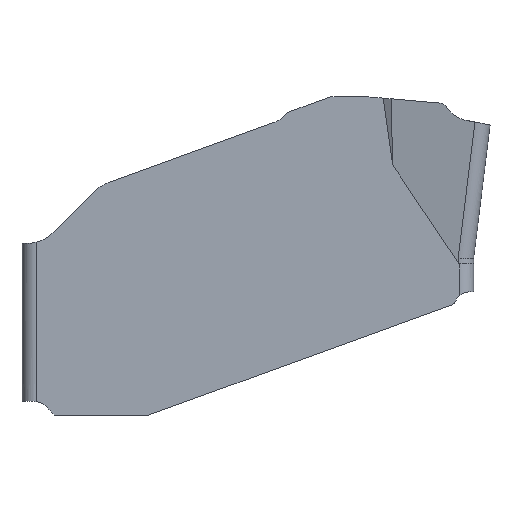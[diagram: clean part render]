
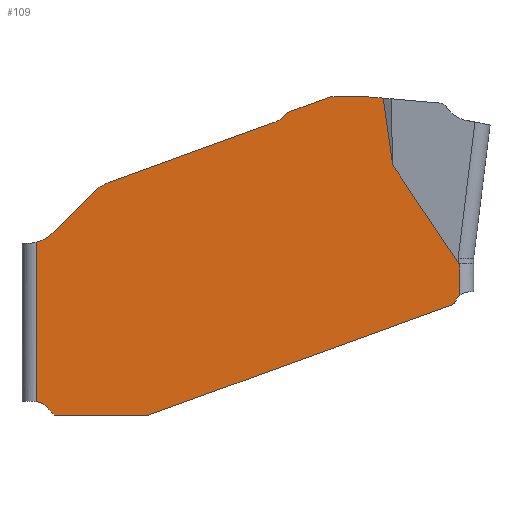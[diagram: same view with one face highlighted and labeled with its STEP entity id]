
A CAD part, left-side view. The second image highlights one B-rep face of the part: STEP entity #109.
In plain terms, the highlighted planar face has unit normal (-1, 0, 0).
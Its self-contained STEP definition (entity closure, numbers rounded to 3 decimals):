
#41=ELLIPSE('',#936,4.277,0.3);
#42=ELLIPSE('',#942,1.32,1.);
#90=CIRCLE('',#932,0.5);
#91=CIRCLE('',#933,0.75);
#92=CIRCLE('',#934,0.1);
#93=CIRCLE('',#935,0.3);
#94=CIRCLE('',#937,1.);
#95=CIRCLE('',#938,0.21);
#96=CIRCLE('',#939,0.2);
#97=CIRCLE('',#940,0.472);
#98=CIRCLE('',#941,1.);
#99=CIRCLE('',#943,0.8);
#109=ADVANCED_FACE('',(#175),#149,.F.);
#149=PLANE('',#944);
#175=FACE_OUTER_BOUND('',#219,.T.);
#219=EDGE_LOOP('',(#321,#322,#323,#324,#325,#326,#327,#328,#329,#330,#331,
#332,#333,#334,#335,#336,#337,#338,#339,#340,#341,#342,#343,#344,#345));
#321=ORIENTED_EDGE('',*,*,#643,.F.);
#322=ORIENTED_EDGE('',*,*,#644,.F.);
#323=ORIENTED_EDGE('',*,*,#608,.T.);
#324=ORIENTED_EDGE('',*,*,#645,.F.);
#325=ORIENTED_EDGE('',*,*,#646,.F.);
#326=ORIENTED_EDGE('',*,*,#647,.F.);
#327=ORIENTED_EDGE('',*,*,#648,.F.);
#328=ORIENTED_EDGE('',*,*,#614,.T.);
#329=ORIENTED_EDGE('',*,*,#649,.T.);
#330=ORIENTED_EDGE('',*,*,#650,.T.);
#331=ORIENTED_EDGE('',*,*,#651,.T.);
#332=ORIENTED_EDGE('',*,*,#589,.T.);
#333=ORIENTED_EDGE('',*,*,#652,.T.);
#334=ORIENTED_EDGE('',*,*,#653,.T.);
#335=ORIENTED_EDGE('',*,*,#654,.T.);
#336=ORIENTED_EDGE('',*,*,#655,.T.);
#337=ORIENTED_EDGE('',*,*,#656,.T.);
#338=ORIENTED_EDGE('',*,*,#657,.T.);
#339=ORIENTED_EDGE('',*,*,#658,.T.);
#340=ORIENTED_EDGE('',*,*,#659,.T.);
#341=ORIENTED_EDGE('',*,*,#660,.T.);
#342=ORIENTED_EDGE('',*,*,#661,.T.);
#343=ORIENTED_EDGE('',*,*,#662,.T.);
#344=ORIENTED_EDGE('',*,*,#663,.T.);
#345=ORIENTED_EDGE('',*,*,#596,.T.);
#502=VERTEX_POINT('',#1322);
#507=VERTEX_POINT('',#1331);
#513=VERTEX_POINT('',#1349);
#514=VERTEX_POINT('',#1351);
#523=VERTEX_POINT('',#1380);
#525=VERTEX_POINT('',#1384);
#530=VERTEX_POINT('',#1410);
#531=VERTEX_POINT('',#1411);
#553=VERTEX_POINT('',#1486);
#554=VERTEX_POINT('',#1489);
#555=VERTEX_POINT('',#1491);
#556=VERTEX_POINT('',#1493);
#557=VERTEX_POINT('',#1496);
#558=VERTEX_POINT('',#1498);
#559=VERTEX_POINT('',#1501);
#560=VERTEX_POINT('',#1503);
#561=VERTEX_POINT('',#1505);
#562=VERTEX_POINT('',#1507);
#563=VERTEX_POINT('',#1509);
#564=VERTEX_POINT('',#1511);
#565=VERTEX_POINT('',#1513);
#566=VERTEX_POINT('',#1515);
#567=VERTEX_POINT('',#1520);
#568=VERTEX_POINT('',#1522);
#569=VERTEX_POINT('',#1524);
#589=EDGE_CURVE('',#502,#507,#713,.T.);
#596=EDGE_CURVE('',#514,#513,#718,.T.);
#608=EDGE_CURVE('',#523,#525,#728,.T.);
#614=EDGE_CURVE('',#530,#531,#730,.T.);
#643=EDGE_CURVE('',#553,#513,#90,.T.);
#644=EDGE_CURVE('',#523,#553,#91,.T.);
#645=EDGE_CURVE('',#554,#525,#740,.T.);
#646=EDGE_CURVE('',#555,#554,#92,.T.);
#647=EDGE_CURVE('',#556,#555,#741,.T.);
#648=EDGE_CURVE('',#530,#556,#93,.T.);
#649=EDGE_CURVE('',#531,#557,#41,.T.);
#650=EDGE_CURVE('',#557,#558,#742,.T.);
#651=EDGE_CURVE('',#558,#502,#743,.T.);
#652=EDGE_CURVE('',#507,#559,#94,.T.);
#653=EDGE_CURVE('',#559,#560,#744,.T.);
#654=EDGE_CURVE('',#560,#561,#95,.T.);
#655=EDGE_CURVE('',#561,#562,#745,.T.);
#656=EDGE_CURVE('',#562,#563,#96,.T.);
#657=EDGE_CURVE('',#563,#564,#97,.T.);
#658=EDGE_CURVE('',#564,#565,#746,.T.);
#659=EDGE_CURVE('',#565,#566,#98,.T.);
#660=EDGE_CURVE('',#566,#567,#867,.T.);
#661=EDGE_CURVE('',#567,#568,#42,.T.);
#662=EDGE_CURVE('',#568,#569,#747,.T.);
#663=EDGE_CURVE('',#569,#514,#99,.T.);
#713=LINE('',#1332,#787);
#718=LINE('',#1350,#792);
#728=LINE('',#1385,#802);
#730=LINE('',#1409,#804);
#740=LINE('',#1488,#814);
#741=LINE('',#1492,#815);
#742=LINE('',#1497,#816);
#743=LINE('',#1499,#817);
#744=LINE('',#1502,#818);
#745=LINE('',#1506,#819);
#746=LINE('',#1512,#820);
#747=LINE('',#1523,#821);
#787=VECTOR('',#1001,1.);
#792=VECTOR('',#1012,1.);
#802=VECTOR('',#1028,1.);
#804=VECTOR('',#1038,1.);
#814=VECTOR('',#1090,1.);
#815=VECTOR('',#1093,1.);
#816=VECTOR('',#1098,1.);
#817=VECTOR('',#1099,1.);
#818=VECTOR('',#1102,1.);
#819=VECTOR('',#1105,1.);
#820=VECTOR('',#1110,1.);
#821=VECTOR('',#1115,1.);
#867=B_SPLINE_CURVE_WITH_KNOTS('',3,(#1516,#1517,#1518,#1519),
 .UNSPECIFIED.,.F.,.F.,(4,4),(0.,1.),.UNSPECIFIED.);
#932=AXIS2_PLACEMENT_3D('',#1485,#1086,#1087);
#933=AXIS2_PLACEMENT_3D('',#1487,#1088,#1089);
#934=AXIS2_PLACEMENT_3D('',#1490,#1091,#1092);
#935=AXIS2_PLACEMENT_3D('',#1494,#1094,#1095);
#936=AXIS2_PLACEMENT_3D('',#1495,#1096,#1097);
#937=AXIS2_PLACEMENT_3D('',#1500,#1100,#1101);
#938=AXIS2_PLACEMENT_3D('',#1504,#1103,#1104);
#939=AXIS2_PLACEMENT_3D('',#1508,#1106,#1107);
#940=AXIS2_PLACEMENT_3D('',#1510,#1108,#1109);
#941=AXIS2_PLACEMENT_3D('',#1514,#1111,#1112);
#942=AXIS2_PLACEMENT_3D('',#1521,#1113,#1114);
#943=AXIS2_PLACEMENT_3D('',#1525,#1116,#1117);
#944=AXIS2_PLACEMENT_3D('',#1526,#1118,#1119);
#1001=DIRECTION('',(0.,0.996,0.087));
#1012=DIRECTION('',(0.,0.,-1.));
#1028=DIRECTION('',(0.,-1.,0.));
#1038=DIRECTION('',(0.,0.,1.));
#1086=DIRECTION('',(-1.,0.,0.));
#1087=DIRECTION('',(0.,0.,-1.));
#1088=DIRECTION('',(1.,0.,0.));
#1089=DIRECTION('',(0.,0.,-1.));
#1090=DIRECTION('',(0.,0.94,-0.342));
#1091=DIRECTION('',(1.,0.,0.));
#1092=DIRECTION('',(0.,0.,-1.));
#1093=DIRECTION('',(0.,0.5,-0.866));
#1094=DIRECTION('',(-1.,0.,0.));
#1095=DIRECTION('',(0.,0.,-1.));
#1096=DIRECTION('',(1.,0.,0.));
#1097=DIRECTION('',(0.,0.,1.));
#1098=DIRECTION('',(0.,0.556,0.831));
#1099=DIRECTION('',(0.,0.139,0.99));
#1100=DIRECTION('',(-1.,0.,0.));
#1101=DIRECTION('',(0.,0.,-1.));
#1102=DIRECTION('',(0.,1.,0.));
#1103=DIRECTION('',(-1.,0.,0.));
#1104=DIRECTION('',(0.,0.,-1.));
#1105=DIRECTION('',(0.,0.94,-0.342));
#1106=DIRECTION('',(-1.,0.,0.));
#1107=DIRECTION('',(0.,0.,-1.));
#1108=DIRECTION('',(1.,0.,0.));
#1109=DIRECTION('',(0.,0.,-1.));
#1110=DIRECTION('',(0.,0.94,-0.342));
#1111=DIRECTION('',(-1.,0.,0.));
#1112=DIRECTION('',(0.,0.,-1.));
#1113=DIRECTION('',(-1.,0.,0.));
#1114=DIRECTION('',(0.,0.707,-0.707));
#1115=DIRECTION('',(0.,0.707,-0.707));
#1116=DIRECTION('',(1.,0.,0.));
#1117=DIRECTION('',(0.,0.,-1.));
#1118=DIRECTION('',(1.,0.,0.));
#1119=DIRECTION('',(0.,0.,-1.));
#1322=CARTESIAN_POINT('',(-1.,-2.719,0.574));
#1331=CARTESIAN_POINT('',(-1.,-2.471,0.596));
#1332=CARTESIAN_POINT('',(-1.,-0.071,0.806));
#1349=CARTESIAN_POINT('',(-1.,4.7,-5.91));
#1350=CARTESIAN_POINT('',(-1.,4.7,-7.9));
#1351=CARTESIAN_POINT('',(-1.,4.7,-2.505));
#1380=CARTESIAN_POINT('',(-1.,4.312,-6.198));
#1384=CARTESIAN_POINT('',(-1.,2.288,-6.198));
#1385=CARTESIAN_POINT('',(-1.,0.,-6.198));
#1409=CARTESIAN_POINT('',(-1.,-4.35,-3.44));
#1410=CARTESIAN_POINT('',(-1.,-4.35,-3.642));
#1411=CARTESIAN_POINT('',(-1.,-4.35,-2.968));
#1485=CARTESIAN_POINT('',(-1.,4.8,-6.4));
#1486=CARTESIAN_POINT('',(-1.,4.4,-6.1));
#1487=CARTESIAN_POINT('',(-1.,3.8,-5.65));
#1488=CARTESIAN_POINT('',(-1.,-1.724,-4.737));
#1489=CARTESIAN_POINT('',(-1.,-4.192,-3.839));
#1490=CARTESIAN_POINT('',(-1.,-4.158,-3.745));
#1491=CARTESIAN_POINT('',(-1.,-4.245,-3.795));
#1492=CARTESIAN_POINT('',(-1.,-4.827,-2.787));
#1493=CARTESIAN_POINT('',(-1.,-4.29,-3.716));
#1494=CARTESIAN_POINT('',(-1.,-4.55,-3.866));
#1495=CARTESIAN_POINT('',(-1.,-4.35,1.309));
#1496=CARTESIAN_POINT('',(-1.,-4.319,-2.945));
#1497=CARTESIAN_POINT('',(-1.,-4.126,-2.657));
#1498=CARTESIAN_POINT('',(-1.,-2.919,-0.852));
#1499=CARTESIAN_POINT('',(-1.,-3.116,-2.262));
#1500=CARTESIAN_POINT('',(-1.,-2.383,-0.4));
#1501=CARTESIAN_POINT('',(-1.,-2.383,0.6));
#1502=CARTESIAN_POINT('',(-1.,0.,0.6));
#1503=CARTESIAN_POINT('',(-1.,-1.624,0.6));
#1504=CARTESIAN_POINT('',(-1.,-1.624,0.39));
#1505=CARTESIAN_POINT('',(-1.,-1.552,0.587));
#1506=CARTESIAN_POINT('',(-1.,0.007,0.02));
#1507=CARTESIAN_POINT('',(-1.,-0.699,0.277));
#1508=CARTESIAN_POINT('',(-1.,-0.767,0.089));
#1509=CARTESIAN_POINT('',(-1.,-0.61,0.213));
#1510=CARTESIAN_POINT('',(-1.,-0.24,0.506));
#1511=CARTESIAN_POINT('',(-1.,-0.401,0.062));
#1512=CARTESIAN_POINT('',(-1.,-0.027,-0.074));
#1513=CARTESIAN_POINT('',(-1.,3.129,-1.223));
#1514=CARTESIAN_POINT('',(-1.,2.787,-2.162));
#1515=CARTESIAN_POINT('',(-1.,3.302,-1.305));
#1516=CARTESIAN_POINT('',(-1.,3.302,-1.305));
#1517=CARTESIAN_POINT('',(-1.,3.32,-1.316));
#1518=CARTESIAN_POINT('',(-1.,3.339,-1.329));
#1519=CARTESIAN_POINT('',(-1.,3.356,-1.342));
#1520=CARTESIAN_POINT('',(-1.,3.356,-1.342));
#1521=CARTESIAN_POINT('',(-1.,2.833,-2.209));
#1522=CARTESIAN_POINT('',(-1.,3.54,-1.502));
#1523=CARTESIAN_POINT('',(-1.,1.019,1.019));
#1524=CARTESIAN_POINT('',(-1.,4.334,-2.296));
#1525=CARTESIAN_POINT('',(-1.,4.9,-1.73));
#1526=CARTESIAN_POINT('',(-1.,0.,0.));
